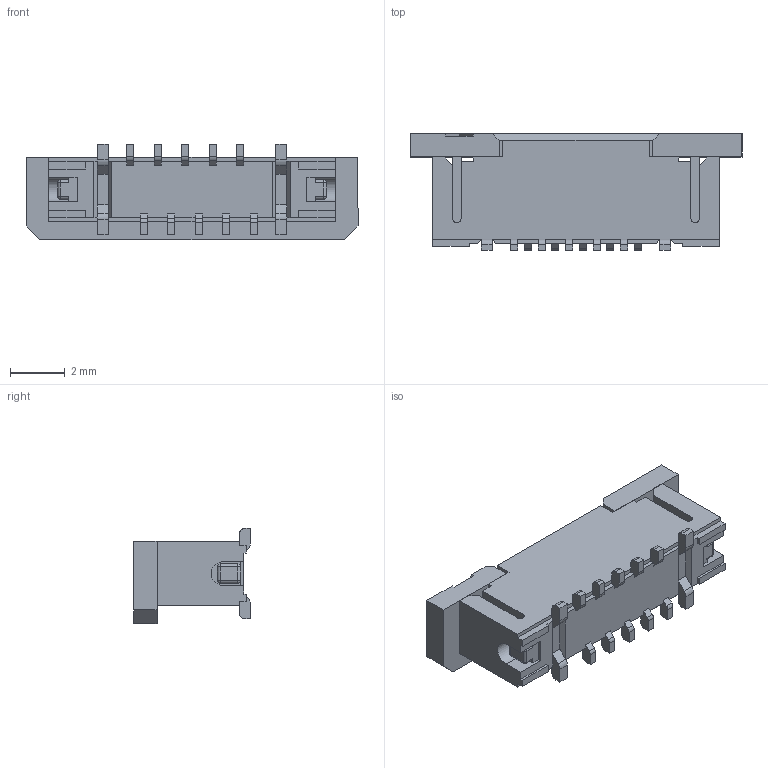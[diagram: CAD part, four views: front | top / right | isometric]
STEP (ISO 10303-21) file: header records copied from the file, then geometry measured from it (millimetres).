
FILE_DESCRIPTION (( 'STEP AP214' ), '1' );
FILE_NAME ('FFC2A32-10-G.STEP', '2024-02-02T15:43:07', ( '' ), ( '' ), 'SwSTEP 2.0', 'SolidWorks 2021', '' );
FILE_SCHEMA (( 'AUTOMOTIVE_DESIGN' ));
Length unit declared in the file: millimetre
Products named in the file (3): pin G; FFC2A32-xxxx_10; FFC2A32-10-G
Assembly tree (11 placements, depth 2):
  FFC2A32-10-G
    FFC2A32-xxxx_10
    pin G  x10
Bounding box: 12.1 x 4.25 x 3.48 mm (x, y, z)
Volume: 97.7 mm3; surface area: 308.2 mm2
Topology: 16 solids, 16 shells, 262 faces, 675 edges, 436 vertices
Faces by surface type: plane 204, cylinder 50, sphere 8
Entity records: 5446 total; most frequent: CARTESIAN_POINT 929, ORIENTED_EDGE 902, DIRECTION 887, EDGE_CURVE 451, LINE 387, VECTOR 387, VERTEX_POINT 292, AXIS2_PLACEMENT_3D 250
